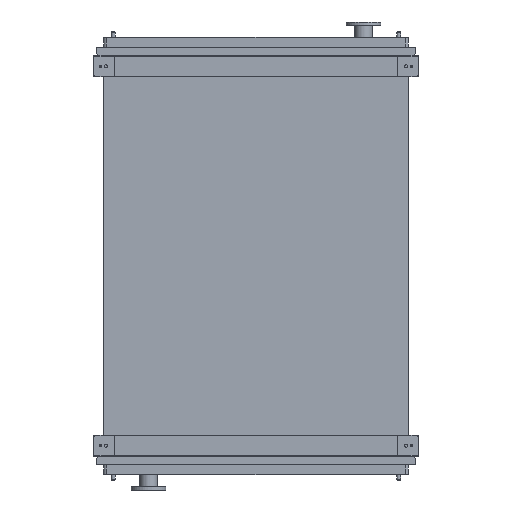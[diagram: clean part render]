
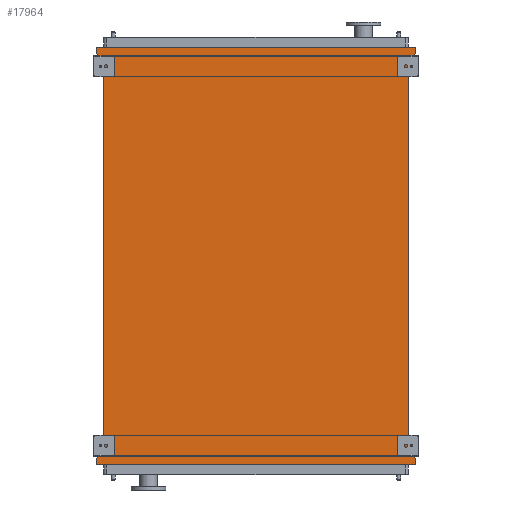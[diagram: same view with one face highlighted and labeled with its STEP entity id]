
A CAD part, front view. The second image highlights one B-rep face of the part: STEP entity #17964.
In plain terms, the highlighted planar face has unit normal (0, -1, 0).
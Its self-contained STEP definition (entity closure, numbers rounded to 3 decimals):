
#284 = EDGE_CURVE ( 'NONE', #11770, #23801, #5278, .T. ) ;
#496 = CARTESIAN_POINT ( 'NONE',  ( -1011., 0., -2503. ) ) ;
#512 = ORIENTED_EDGE ( 'NONE', *, *, #2271, .F. ) ;
#517 = VECTOR ( 'NONE', #8271, 1000. ) ;
#677 = EDGE_LOOP ( 'NONE', ( #2025, #7075, #12424, #17435, #18035, #3871, #23650, #9318, #5115, #9878, #512, #6311 ) ) ;
#831 = LINE ( 'NONE', #13030, #15667 ) ;
#874 = PLANE ( 'NONE',  #6621 ) ;
#1120 = LINE ( 'NONE', #21165, #15952 ) ;
#1424 = EDGE_CURVE ( 'NONE', #18675, #17239, #10518, .T. ) ;
#1738 = VERTEX_POINT ( 'NONE', #4025 ) ;
#1981 = EDGE_CURVE ( 'NONE', #10940, #7456, #8778, .T. ) ;
#2025 = ORIENTED_EDGE ( 'NONE', *, *, #1981, .T. ) ;
#2028 = EDGE_CURVE ( 'NONE', #20936, #7456, #2054, .T. ) ;
#2054 = LINE ( 'NONE', #24164, #7102 ) ;
#2061 = EDGE_CURVE ( 'NONE', #23801, #20936, #831, .T. ) ;
#2092 = EDGE_CURVE ( 'NONE', #7919, #11770, #20110, .T. ) ;
#2137 = EDGE_CURVE ( 'NONE', #17239, #7919, #13912, .T. ) ;
#2204 = EDGE_CURVE ( 'NONE', #1738, #18675, #7381, .T. ) ;
#2246 = EDGE_CURVE ( 'NONE', #12579, #1738, #1120, .T. ) ;
#2249 = EDGE_CURVE ( 'NONE', #15746, #12579, #15357, .T. ) ;
#2271 = EDGE_CURVE ( 'NONE', #10112, #15746, #14780, .T. ) ;
#2273 = EDGE_CURVE ( 'NONE', #10940, #10112, #19235, .T. ) ;
#2347 = VECTOR ( 'NONE', #13494, 1000. ) ;
#2624 = DIRECTION ( 'NONE',  ( 0., 0., 1. ) ) ;
#3088 = DIRECTION ( 'NONE',  ( 0., 0., -1. ) ) ;
#3738 = DIRECTION ( 'NONE',  ( -0.655, 0., -0.755 ) ) ;
#3871 = ORIENTED_EDGE ( 'NONE', *, *, #2137, .F. ) ;
#4025 = CARTESIAN_POINT ( 'NONE',  ( -1011., 0., -2503. ) ) ;
#4183 = DIRECTION ( 'NONE',  ( -0.655, 0., 0.755 ) ) ;
#4433 = CARTESIAN_POINT ( 'NONE',  ( 1011., 0., 53. ) ) ;
#4937 = CARTESIAN_POINT ( 'NONE',  ( 1011., 0., -2545. ) ) ;
#5115 = ORIENTED_EDGE ( 'NONE', *, *, #2246, .F. ) ;
#5278 = LINE ( 'NONE', #6324, #19399 ) ;
#5723 = VECTOR ( 'NONE', #20115, 1000. ) ;
#6311 = ORIENTED_EDGE ( 'NONE', *, *, #2273, .F. ) ;
#6324 = CARTESIAN_POINT ( 'NONE',  ( -1011., 0., 95. ) ) ;
#6480 = CARTESIAN_POINT ( 'NONE',  ( 1011., 0., -2545. ) ) ;
#6560 = DIRECTION ( 'NONE',  ( 0.655, 0., -0.755 ) ) ;
#6621 = AXIS2_PLACEMENT_3D ( 'NONE', #8603, #14105, #3088 ) ;
#7075 = ORIENTED_EDGE ( 'NONE', *, *, #2028, .F. ) ;
#7102 = VECTOR ( 'NONE', #3738, 1000. ) ;
#7381 = LINE ( 'NONE', #496, #2347 ) ;
#7456 = VERTEX_POINT ( 'NONE', #16286 ) ;
#7919 = VERTEX_POINT ( 'NONE', #11308 ) ;
#8271 = DIRECTION ( 'NONE',  ( -1., 0., 0. ) ) ;
#8501 = CARTESIAN_POINT ( 'NONE',  ( -965., 0., -2450. ) ) ;
#8603 = CARTESIAN_POINT ( 'NONE',  ( -965., 0., -2450. ) ) ;
#8778 = LINE ( 'NONE', #16389, #5723 ) ;
#9318 = ORIENTED_EDGE ( 'NONE', *, *, #2204, .F. ) ;
#9321 = VECTOR ( 'NONE', #21252, 1000. ) ;
#9607 = VECTOR ( 'NONE', #13183, 1000. ) ;
#9878 = ORIENTED_EDGE ( 'NONE', *, *, #2249, .F. ) ;
#10112 = VERTEX_POINT ( 'NONE', #13748 ) ;
#10142 = CARTESIAN_POINT ( 'NONE',  ( 965., 0., -2450. ) ) ;
#10518 = LINE ( 'NONE', #21875, #20460 ) ;
#10664 = DIRECTION ( 'NONE',  ( 0., 0., 1. ) ) ;
#10940 = VERTEX_POINT ( 'NONE', #19044 ) ;
#11308 = CARTESIAN_POINT ( 'NONE',  ( -1011., 0., 53. ) ) ;
#11606 = CARTESIAN_POINT ( 'NONE',  ( -1011., 0., 95. ) ) ;
#11770 = VERTEX_POINT ( 'NONE', #11606 ) ;
#12424 = ORIENTED_EDGE ( 'NONE', *, *, #2061, .F. ) ;
#12579 = VERTEX_POINT ( 'NONE', #18512 ) ;
#13030 = CARTESIAN_POINT ( 'NONE',  ( 1011., 0., 95. ) ) ;
#13183 = DIRECTION ( 'NONE',  ( 0., 0., 1. ) ) ;
#13254 = CARTESIAN_POINT ( 'NONE',  ( -965., 0., 0. ) ) ;
#13494 = DIRECTION ( 'NONE',  ( 0.655, 0., 0.755 ) ) ;
#13748 = CARTESIAN_POINT ( 'NONE',  ( 1011., 0., -2503. ) ) ;
#13912 = LINE ( 'NONE', #13254, #23366 ) ;
#14105 = DIRECTION ( 'NONE',  ( 0., -1., 0. ) ) ;
#14780 = LINE ( 'NONE', #17540, #9321 ) ;
#15357 = LINE ( 'NONE', #6480, #517 ) ;
#15667 = VECTOR ( 'NONE', #18728, 1000. ) ;
#15746 = VERTEX_POINT ( 'NONE', #4937 ) ;
#15952 = VECTOR ( 'NONE', #2624, 1000. ) ;
#15953 = CARTESIAN_POINT ( 'NONE',  ( 1011., 0., 95. ) ) ;
#16286 = CARTESIAN_POINT ( 'NONE',  ( 965., 0., 0. ) ) ;
#16389 = CARTESIAN_POINT ( 'NONE',  ( 965., 0., -2450. ) ) ;
#17121 = FACE_OUTER_BOUND ( 'NONE', #677, .T. ) ;
#17239 = VERTEX_POINT ( 'NONE', #21873 ) ;
#17435 = ORIENTED_EDGE ( 'NONE', *, *, #284, .F. ) ;
#17540 = CARTESIAN_POINT ( 'NONE',  ( 1011., 0., -2503. ) ) ;
#17964 = ADVANCED_FACE ( 'NONE', ( #17121 ), #874, .T. ) ;
#18035 = ORIENTED_EDGE ( 'NONE', *, *, #2092, .F. ) ;
#18512 = CARTESIAN_POINT ( 'NONE',  ( -1011., 0., -2545. ) ) ;
#18675 = VERTEX_POINT ( 'NONE', #8501 ) ;
#18728 = DIRECTION ( 'NONE',  ( 0., 0., -1. ) ) ;
#19044 = CARTESIAN_POINT ( 'NONE',  ( 965., 0., -2450. ) ) ;
#19235 = LINE ( 'NONE', #10142, #19802 ) ;
#19292 = DIRECTION ( 'NONE',  ( 1., 0., 0. ) ) ;
#19399 = VECTOR ( 'NONE', #19292, 1000. ) ;
#19802 = VECTOR ( 'NONE', #6560, 1000. ) ;
#20110 = LINE ( 'NONE', #22589, #9607 ) ;
#20115 = DIRECTION ( 'NONE',  ( 0., 0., 1. ) ) ;
#20460 = VECTOR ( 'NONE', #10664, 1000. ) ;
#20936 = VERTEX_POINT ( 'NONE', #4433 ) ;
#21165 = CARTESIAN_POINT ( 'NONE',  ( -1011., 0., -2545. ) ) ;
#21252 = DIRECTION ( 'NONE',  ( 0., 0., -1. ) ) ;
#21873 = CARTESIAN_POINT ( 'NONE',  ( -965., 0., 0. ) ) ;
#21875 = CARTESIAN_POINT ( 'NONE',  ( -965., 0., -2450. ) ) ;
#22589 = CARTESIAN_POINT ( 'NONE',  ( -1011., 0., 53. ) ) ;
#23366 = VECTOR ( 'NONE', #4183, 1000. ) ;
#23650 = ORIENTED_EDGE ( 'NONE', *, *, #1424, .F. ) ;
#23801 = VERTEX_POINT ( 'NONE', #15953 ) ;
#24164 = CARTESIAN_POINT ( 'NONE',  ( 1011., 0., 53. ) ) ;
